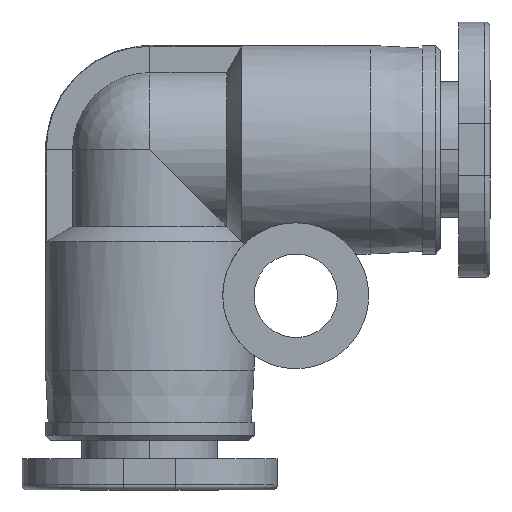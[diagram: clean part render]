
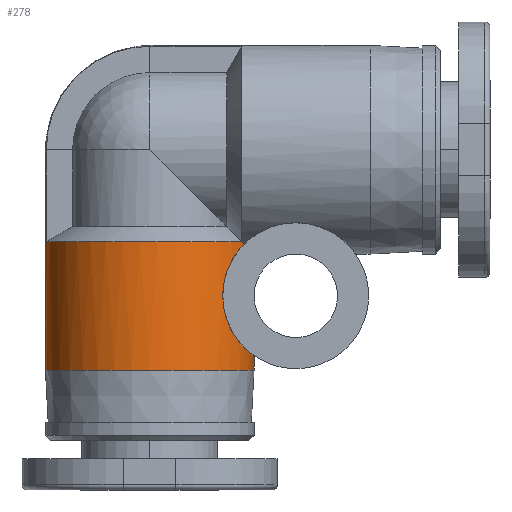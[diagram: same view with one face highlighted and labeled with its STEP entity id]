
A CAD part, front view. The second image highlights one B-rep face of the part: STEP entity #278.
In plain terms, the highlighted cylindrical face has radius 4 mm (diameter 8 mm), a partial arc.
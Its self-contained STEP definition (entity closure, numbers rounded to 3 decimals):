
#63=CYLINDRICAL_SURFACE('',#2036,4.);
#83=ELLIPSE('',#2031,5.657,4.);
#89=VECTOR('',#1577,3.527);
#118=VECTOR('',#1812,0.552);
#119=VECTOR('',#1815,8.45);
#150=LINE('',#1204,#89);
#179=LINE('',#1428,#118);
#180=LINE('',#1431,#119);
#228=B_SPLINE_CURVE_WITH_KNOTS('',3,(#1448,#1449,#1450,#1451,#1452,#1453,
#1454),.UNSPECIFIED.,.F.,.U.,(4,1,1,1,4),(0.,0.248,0.497,
0.748,1.),.UNSPECIFIED.);
#229=B_SPLINE_CURVE_WITH_KNOTS('',3,(#1455,#1456,#1457,#1458,#1459),
 .UNSPECIFIED.,.F.,.U.,(4,1,4),(0.,0.5,1.),.UNSPECIFIED.);
#278=ADVANCED_FACE('49',(#354),#63,.T.);
#354=FACE_OUTER_BOUND('',#1102,.T.);
#588=ORIENTED_EDGE('',*,*,#823,.T.);
#589=ORIENTED_EDGE('',*,*,#717,.T.);
#590=ORIENTED_EDGE('',*,*,#728,.F.);
#591=ORIENTED_EDGE('',*,*,#740,.T.);
#592=ORIENTED_EDGE('',*,*,#827,.F.);
#593=ORIENTED_EDGE('',*,*,#830,.T.);
#594=ORIENTED_EDGE('',*,*,#825,.T.);
#595=ORIENTED_EDGE('',*,*,#831,.F.);
#596=ORIENTED_EDGE('',*,*,#832,.F.);
#717=EDGE_CURVE('7',#959,#958,#871,.T.);
#728=EDGE_CURVE('8',#964,#958,#150,.T.);
#740=EDGE_CURVE('132',#964,#969,#881,.T.);
#823=EDGE_CURVE('6',#1034,#959,#83,.T.);
#825=EDGE_CURVE('82',#1035,#1036,#179,.T.);
#827=EDGE_CURVE('134',#1037,#969,#180,.T.);
#830=EDGE_CURVE('131',#1037,#1035,#941,.T.);
#831=EDGE_CURVE('136',#1039,#1036,#228,.T.);
#832=EDGE_CURVE('135',#1034,#1039,#229,.T.);
#871=CIRCLE('',#1920,4.);
#881=CIRCLE('',#1939,4.);
#941=CIRCLE('',#2035,4.);
#958=VERTEX_POINT('11',#1168);
#959=VERTEX_POINT('8',#1173);
#964=VERTEX_POINT('12',#1202);
#969=VERTEX_POINT('91',#1223);
#1034=VERTEX_POINT('2',#1413);
#1035=VERTEX_POINT('10',#1426);
#1036=VERTEX_POINT('69',#1427);
#1037=VERTEX_POINT('90',#1429);
#1039=VERTEX_POINT('92',#1447);
#1102=EDGE_LOOP('',(#588,#589,#590,#591,#592,#593,#594,#595,#596));
#1168=CARTESIAN_POINT('',(-3.969,-0.5,-3.527));
#1173=CARTESIAN_POINT('',(3.527,-1.886,-3.527));
#1174=CARTESIAN_POINT('',(0.,0.,-3.527));
#1202=CARTESIAN_POINT('',(-3.969,-0.5,0.));
#1204=CARTESIAN_POINT('',(-3.969,-0.5,0.));
#1223=CARTESIAN_POINT('',(-4.,0.,0.));
#1225=CARTESIAN_POINT('',(0.,0.,
0.));
#1413=CARTESIAN_POINT('',(3.62,-1.701,-3.62));
#1414=CARTESIAN_POINT('',(0.,0.,0.));
#1426=CARTESIAN_POINT('',(4.,0.,-8.45));
#1427=CARTESIAN_POINT('',(4.,0.,-7.898));
#1428=CARTESIAN_POINT('',(4.,0.,-8.45));
#1429=CARTESIAN_POINT('',(-4.,0.,-8.45));
#1431=CARTESIAN_POINT('',(-4.,0.,-8.45));
#1446=CARTESIAN_POINT('',(0.,0.,-8.45));
#1447=CARTESIAN_POINT('',(2.8,-2.857,-5.6));
#1448=CARTESIAN_POINT('',(2.8,-2.857,-5.6));
#1449=CARTESIAN_POINT('',(2.8,-2.857,-5.96));
#1450=CARTESIAN_POINT('',(2.953,-2.718,-6.697));
#1451=CARTESIAN_POINT('',(3.469,-2.069,-7.467));
#1452=CARTESIAN_POINT('',(3.898,-1.101,-7.832));
#1453=CARTESIAN_POINT('',(4.,-0.366,-7.898));
#1454=CARTESIAN_POINT('',(4.,0.,-7.898));
#1455=CARTESIAN_POINT('',(3.62,-1.701,-3.62));
#1456=CARTESIAN_POINT('',(3.454,-2.056,-3.787));
#1457=CARTESIAN_POINT('',(3.022,-2.661,-4.301));
#1458=CARTESIAN_POINT('',(2.8,-2.857,-5.175));
#1459=CARTESIAN_POINT('',(2.8,-2.857,-5.6));
#1460=CARTESIAN_POINT('',(0.,0.,-8.45));
#1554=DIRECTION('',(0.882,-0.472,0.));
#1555=DIRECTION('',(0.,0.,-1.));
#1577=DIRECTION('',(0.,0.,-1.));
#1602=DIRECTION('',(-0.992,-0.125,0.));
#1603=DIRECTION('',(0.,0.,-1.));
#1808=DIRECTION('',(0.707,0.,-0.707));
#1809=DIRECTION('',(-0.707,0.,-0.707));
#1812=DIRECTION('',(0.,0.,1.));
#1815=DIRECTION('',(0.,0.,1.));
#1818=DIRECTION('',(-1.,0.,0.));
#1819=DIRECTION('',(0.,0.,1.));
#1820=DIRECTION('',(-0.995,0.104,0.));
#1821=DIRECTION('',(0.,0.,1.));
#1920=AXIS2_PLACEMENT_3D('',#1174,#1555,#1554);
#1939=AXIS2_PLACEMENT_3D('',#1225,#1603,#1602);
#2031=AXIS2_PLACEMENT_3D('',#1414,#1809,#1808);
#2035=AXIS2_PLACEMENT_3D('',#1446,#1819,#1818);
#2036=AXIS2_PLACEMENT_3D('',#1460,#1821,#1820);
